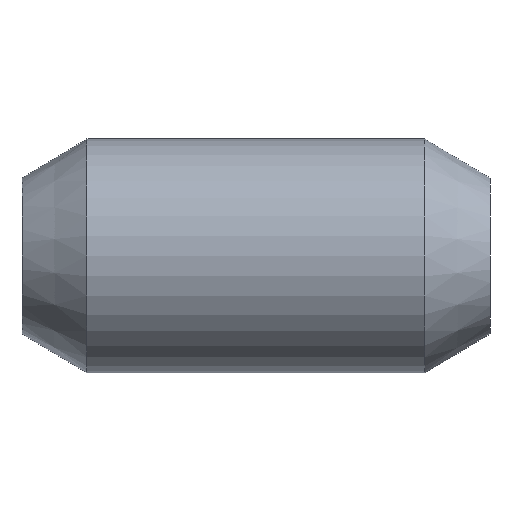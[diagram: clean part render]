
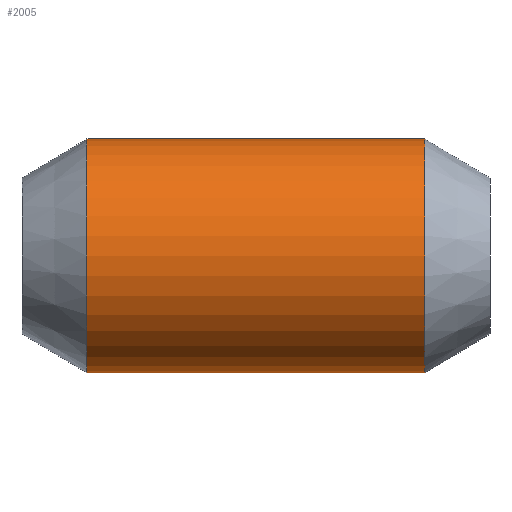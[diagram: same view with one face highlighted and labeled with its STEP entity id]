
A CAD part, front view. The second image highlights one B-rep face of the part: STEP entity #2005.
In plain terms, the highlighted cylindrical face has radius 9 mm (diameter 18 mm), a partial arc.
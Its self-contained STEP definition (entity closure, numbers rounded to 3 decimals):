
#293 = CARTESIAN_POINT ( 'NONE',  ( -43.538, 0., 9. ) ) ;
#472 = EDGE_CURVE ( 'NONE', #3574, #4350, #3784, .T. ) ;
#598 = CARTESIAN_POINT ( 'NONE',  ( 13., 0., 0. ) ) ;
#618 = DIRECTION ( 'NONE',  ( -1., 0., 0. ) ) ;
#648 = DIRECTION ( 'NONE',  ( -1., 0., 0. ) ) ;
#740 = LINE ( 'NONE', #293, #4081 ) ;
#839 = ORIENTED_EDGE ( 'NONE', *, *, #3673, .F. ) ;
#1168 = AXIS2_PLACEMENT_3D ( 'NONE', #598, #618, #3521 ) ;
#1325 = CYLINDRICAL_SURFACE ( 'NONE', #1699, 9. ) ;
#1374 = FACE_OUTER_BOUND ( 'NONE', #4185, .T. ) ;
#1465 = CARTESIAN_POINT ( 'NONE',  ( 13., 0., 9. ) ) ;
#1699 = AXIS2_PLACEMENT_3D ( 'NONE', #2821, #3165, #1758 ) ;
#1758 = DIRECTION ( 'NONE',  ( 0., 0., 1. ) ) ;
#1790 = EDGE_CURVE ( 'NONE', #4595, #3528, #2393, .T. ) ;
#1816 = CARTESIAN_POINT ( 'NONE',  ( -13., 0., 9. ) ) ;
#1822 = DIRECTION ( 'NONE',  ( -1., 0., 0. ) ) ;
#1977 = DIRECTION ( 'NONE',  ( -1., 0., 0. ) ) ;
#2005 = ADVANCED_FACE ( 'NONE', ( #1374 ), #1325, .T. ) ;
#2100 = AXIS2_PLACEMENT_3D ( 'NONE', #3786, #1977, #4240 ) ;
#2254 = CARTESIAN_POINT ( 'NONE',  ( -43.538, 0., -9. ) ) ;
#2393 = CIRCLE ( 'NONE', #1168, 9. ) ;
#2459 = ORIENTED_EDGE ( 'NONE', *, *, #472, .F. ) ;
#2483 = CARTESIAN_POINT ( 'NONE',  ( 13., 0., -9. ) ) ;
#2566 = ORIENTED_EDGE ( 'NONE', *, *, #1790, .T. ) ;
#2579 = LINE ( 'NONE', #2254, #2714 ) ;
#2714 = VECTOR ( 'NONE', #1822, 1000. ) ;
#2821 = CARTESIAN_POINT ( 'NONE',  ( -43.538, 0., 0. ) ) ;
#3165 = DIRECTION ( 'NONE',  ( -1., 0., 0. ) ) ;
#3521 = DIRECTION ( 'NONE',  ( 0., 0., 1. ) ) ;
#3528 = VERTEX_POINT ( 'NONE', #1465 ) ;
#3574 = VERTEX_POINT ( 'NONE', #3681 ) ;
#3673 = EDGE_CURVE ( 'NONE', #4595, #3574, #2579, .T. ) ;
#3681 = CARTESIAN_POINT ( 'NONE',  ( -13., 0., -9. ) ) ;
#3784 = CIRCLE ( 'NONE', #2100, 9. ) ;
#3786 = CARTESIAN_POINT ( 'NONE',  ( -13., 0., 0. ) ) ;
#3799 = ORIENTED_EDGE ( 'NONE', *, *, #4334, .T. ) ;
#4081 = VECTOR ( 'NONE', #648, 1000. ) ;
#4185 = EDGE_LOOP ( 'NONE', ( #839, #2566, #3799, #2459 ) ) ;
#4240 = DIRECTION ( 'NONE',  ( 0., 0., 1. ) ) ;
#4334 = EDGE_CURVE ( 'NONE', #3528, #4350, #740, .T. ) ;
#4350 = VERTEX_POINT ( 'NONE', #1816 ) ;
#4595 = VERTEX_POINT ( 'NONE', #2483 ) ;
